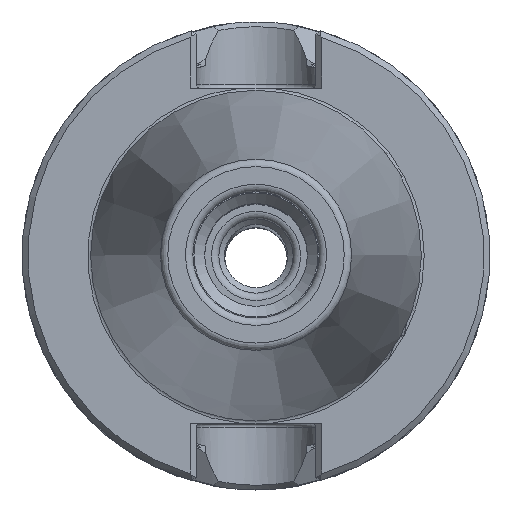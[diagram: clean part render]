
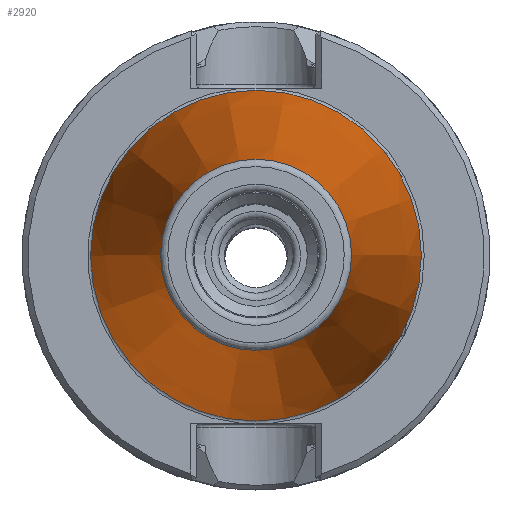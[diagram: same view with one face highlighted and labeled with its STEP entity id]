
A CAD part, top view. The second image highlights one B-rep face of the part: STEP entity #2920.
In plain terms, the highlighted conical face has half-angle 8.297 degrees and reference radius 12.871 mm.
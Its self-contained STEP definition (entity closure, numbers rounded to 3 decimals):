
#294=CONICAL_SURFACE('',#3097,12.871,0.145);
#370=ORIENTED_EDGE('',*,*,#848,.T.);
#371=ORIENTED_EDGE('',*,*,#847,.F.);
#847=EDGE_CURVE('',#1097,#1097,#1287,.T.);
#848=EDGE_CURVE('',#1098,#1098,#1288,.T.);
#1097=VERTEX_POINT('',#4019);
#1098=VERTEX_POINT('',#4022);
#1287=CIRCLE('',#3096,12.871);
#1288=CIRCLE('',#3098,22.268);
#1426=EDGE_LOOP('',(#370));
#1427=EDGE_LOOP('',(#371));
#1654=FACE_BOUND('',#1426,.T.);
#1655=FACE_BOUND('',#1427,.T.);
#2920=ADVANCED_FACE('',(#1654,#1655),#294,.T.);
#3096=AXIS2_PLACEMENT_3D('',#4018,#3421,#3422);
#3097=AXIS2_PLACEMENT_3D('',#4020,#3423,#3424);
#3098=AXIS2_PLACEMENT_3D('',#4021,#3425,#3426);
#3421=DIRECTION('',(0.,0.,1.));
#3422=DIRECTION('',(1.,0.,0.));
#3423=DIRECTION('',(0.,0.,-1.));
#3424=DIRECTION('',(-1.,0.,0.));
#3425=DIRECTION('',(0.,0.,1.));
#3426=DIRECTION('',(1.,0.,0.));
#4018=CARTESIAN_POINT('',(0.,0.,64.544));
#4019=CARTESIAN_POINT('',(12.871,0.,64.544));
#4020=CARTESIAN_POINT('',(0.,0.,64.544));
#4021=CARTESIAN_POINT('',(0.,0.,0.106));
#4022=CARTESIAN_POINT('',(22.268,0.,0.106));
